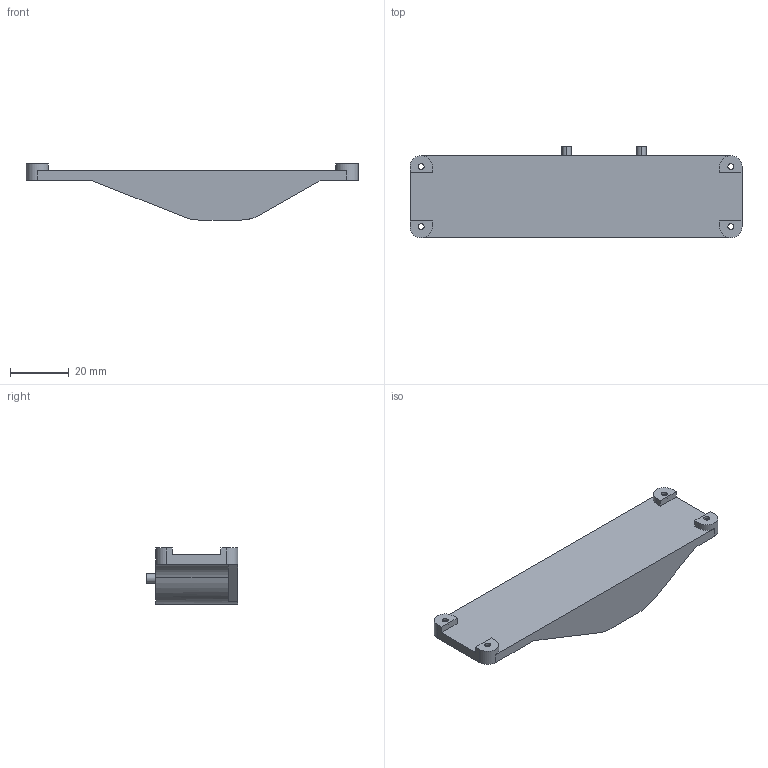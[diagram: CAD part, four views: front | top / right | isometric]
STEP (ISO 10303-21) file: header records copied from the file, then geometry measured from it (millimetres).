
FILE_DESCRIPTION (( 'STEP AP214' ), '1' );
FILE_NAME ('B5.STEP', '2016-04-08T17:27:05', ( '' ), ( '' ), 'SwSTEP 2.0', 'SolidWorks 2016', '' );
FILE_SCHEMA (( 'AUTOMOTIVE_DESIGN' ));
Length unit declared in the file: inch
Products named in the file (1): B5
Bounding box: 112.74 x 31.11 x 19.05 mm (x, y, z)
Volume: 23800.9 mm3; surface area: 9509.5 mm2
Topology: 1 solids, 1 shells, 67 faces, 174 edges, 116 vertices
Faces by surface type: plane 37, cylinder 30
Entity records: 2130 total; most frequent: DIRECTION 376, CARTESIAN_POINT 358, ORIENTED_EDGE 348, EDGE_CURVE 174, AXIS2_PLACEMENT_3D 134, VERTEX_POINT 116, LINE 108, VECTOR 108
